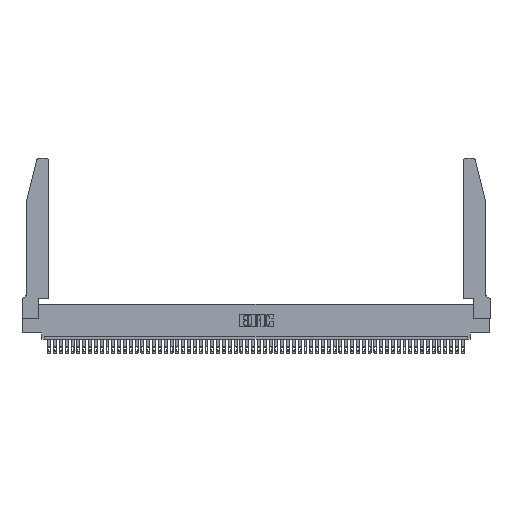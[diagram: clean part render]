
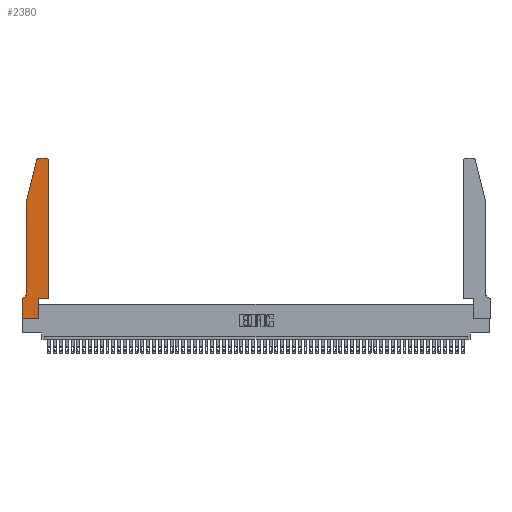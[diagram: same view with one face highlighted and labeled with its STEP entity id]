
A CAD part, top view. The second image highlights one B-rep face of the part: STEP entity #2380.
In plain terms, the highlighted planar face has unit normal (0, 0, 1).
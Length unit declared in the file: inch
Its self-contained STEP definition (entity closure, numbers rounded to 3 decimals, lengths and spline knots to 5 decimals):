
#732 = VERTEX_POINT ( 'NONE', #9948 ) ;
#1108 = ORIENTED_EDGE ( 'NONE', *, *, #43106, .T. ) ;
#1873 = CARTESIAN_POINT ( 'NONE',  ( 0.4505, 0.35, 0.37 ) ) ;
#2380 = ADVANCED_FACE ( 'NONE', ( #32110 ), #4865, .T. ) ;
#3672 = CARTESIAN_POINT ( 'NONE',  ( 0.0755, 2., 0.37 ) ) ;
#4188 = ORIENTED_EDGE ( 'NONE', *, *, #7406, .T. ) ;
#4865 = PLANE ( 'NONE',  #38157 ) ;
#5062 = CARTESIAN_POINT ( 'NONE',  ( 0.4205, 2.75, 0.37 ) ) ;
#6276 = CARTESIAN_POINT ( 'NONE',  ( 0.0055, 0.35, 0.37 ) ) ;
#6292 = VERTEX_POINT ( 'NONE', #28242 ) ;
#6348 = ORIENTED_EDGE ( 'NONE', *, *, #31415, .T. ) ;
#6418 = DIRECTION ( 'NONE',  ( 0., 1., 0. ) ) ;
#7136 = VERTEX_POINT ( 'NONE', #34463 ) ;
#7224 = LINE ( 'NONE', #48490, #21109 ) ;
#7406 = EDGE_CURVE ( 'NONE', #36895, #732, #46954, .T. ) ;
#8156 = LINE ( 'NONE', #1873, #31884 ) ;
#8801 = VERTEX_POINT ( 'NONE', #12329 ) ;
#9270 = ORIENTED_EDGE ( 'NONE', *, *, #22309, .T. ) ;
#9948 = CARTESIAN_POINT ( 'NONE',  ( 0.284, 2.75, 0.37 ) ) ;
#10264 = CARTESIAN_POINT ( 'NONE',  ( 0.0055, 0.42, 0.37 ) ) ;
#10770 = CARTESIAN_POINT ( 'NONE',  ( 0.0755, 2., 0.37 ) ) ;
#11069 = DIRECTION ( 'NONE',  ( -1., 0., 0. ) ) ;
#12329 = CARTESIAN_POINT ( 'NONE',  ( 0.4505, 2.72, 0.37 ) ) ;
#13736 = CIRCLE ( 'NONE', #30846, 0.07 ) ;
#14425 = VECTOR ( 'NONE', #11069, 39.37008 ) ;
#14550 = EDGE_LOOP ( 'NONE', ( #4188, #9270, #46955, #19075, #32782, #23781, #34380, #6348, #1108, #29627, #47371, #36399 ) ) ;
#14739 = CARTESIAN_POINT ( 'NONE',  ( 0.0755, 0.35, 0.37 ) ) ;
#15208 = EDGE_CURVE ( 'NONE', #37811, #7136, #34418, .T. ) ;
#16828 = CARTESIAN_POINT ( 'NONE',  ( 0.0755, 2., 0.37 ) ) ;
#17189 = DIRECTION ( 'NONE',  ( 0., 0., 1. ) ) ;
#17958 = EDGE_CURVE ( 'NONE', #29042, #52839, #50744, .T. ) ;
#18290 = DIRECTION ( 'NONE',  ( 0., 0., 1. ) ) ;
#18611 = DIRECTION ( 'NONE',  ( 0., 1., 0. ) ) ;
#18859 = CIRCLE ( 'NONE', #34707, 0.03 ) ;
#19075 = ORIENTED_EDGE ( 'NONE', *, *, #26782, .T. ) ;
#19415 = AXIS2_PLACEMENT_3D ( 'NONE', #26260, #18290, #47964 ) ;
#21049 = DIRECTION ( 'NONE',  ( 0., 0., 1. ) ) ;
#21109 = VECTOR ( 'NONE', #52151, 39.37008 ) ;
#21237 = DIRECTION ( 'NONE',  ( 1., 0., 0. ) ) ;
#21460 = VECTOR ( 'NONE', #35883, 39.37008 ) ;
#21785 = VECTOR ( 'NONE', #31284, 39.37008 ) ;
#22309 = EDGE_CURVE ( 'NONE', #732, #29042, #18859, .T. ) ;
#22638 = CARTESIAN_POINT ( 'NONE',  ( 0.2865, 0.35, 0.37 ) ) ;
#23477 = LINE ( 'NONE', #10770, #45528 ) ;
#23768 = DIRECTION ( 'NONE',  ( 0., -1., 0. ) ) ;
#23781 = ORIENTED_EDGE ( 'NONE', *, *, #40130, .T. ) ;
#23954 = VERTEX_POINT ( 'NONE', #48298 ) ;
#24079 = LINE ( 'NONE', #22638, #39883 ) ;
#24478 = EDGE_CURVE ( 'NONE', #7136, #8801, #8156, .T. ) ;
#25339 = DIRECTION ( 'NONE',  ( 1., 0., 0. ) ) ;
#25579 = EDGE_CURVE ( 'NONE', #39366, #6292, #42497, .T. ) ;
#26260 = CARTESIAN_POINT ( 'NONE',  ( 0.4205, 2.72, 0.37 ) ) ;
#26782 = EDGE_CURVE ( 'NONE', #52839, #23954, #23477, .T. ) ;
#28242 = CARTESIAN_POINT ( 'NONE',  ( 0., 0., 0.37 ) ) ;
#28320 = CIRCLE ( 'NONE', #19415, 0.03 ) ;
#28467 = DIRECTION ( 'NONE',  ( 0., -1., 0. ) ) ;
#28495 = DIRECTION ( 'NONE',  ( -1., 0., 0. ) ) ;
#29042 = VERTEX_POINT ( 'NONE', #32859 ) ;
#29590 = CARTESIAN_POINT ( 'NONE',  ( 0.2865, 0.35, 0.37 ) ) ;
#29627 = ORIENTED_EDGE ( 'NONE', *, *, #15208, .T. ) ;
#29847 = VECTOR ( 'NONE', #28467, 39.37008 ) ;
#30846 = AXIS2_PLACEMENT_3D ( 'NONE', #10264, #31557, #39913 ) ;
#31284 = DIRECTION ( 'NONE',  ( 1., 0., 0. ) ) ;
#31415 = EDGE_CURVE ( 'NONE', #6292, #51373, #7224, .T. ) ;
#31518 = CARTESIAN_POINT ( 'NONE',  ( 0., 0.35, 0.37 ) ) ;
#31557 = DIRECTION ( 'NONE',  ( 0., 0., -1. ) ) ;
#31884 = VECTOR ( 'NONE', #18611, 39.37008 ) ;
#32110 = FACE_OUTER_BOUND ( 'NONE', #14550, .T. ) ;
#32782 = ORIENTED_EDGE ( 'NONE', *, *, #40116, .T. ) ;
#32859 = CARTESIAN_POINT ( 'NONE',  ( 0.25487, 2.72718, 0.37 ) ) ;
#33085 = LINE ( 'NONE', #14739, #14425 ) ;
#34380 = ORIENTED_EDGE ( 'NONE', *, *, #25579, .T. ) ;
#34418 = LINE ( 'NONE', #43596, #21785 ) ;
#34463 = CARTESIAN_POINT ( 'NONE',  ( 0.4505, 0.35, 0.37 ) ) ;
#34707 = AXIS2_PLACEMENT_3D ( 'NONE', #37961, #21049, #25339 ) ;
#35883 = DIRECTION ( 'NONE',  ( -0.239, -0.971, 0. ) ) ;
#36399 = ORIENTED_EDGE ( 'NONE', *, *, #46860, .T. ) ;
#36895 = VERTEX_POINT ( 'NONE', #5062 ) ;
#37811 = VERTEX_POINT ( 'NONE', #29590 ) ;
#37961 = CARTESIAN_POINT ( 'NONE',  ( 0.284, 2.72, 0.37 ) ) ;
#38157 = AXIS2_PLACEMENT_3D ( 'NONE', #46707, #17189, #21237 ) ;
#39366 = VERTEX_POINT ( 'NONE', #31518 ) ;
#39883 = VECTOR ( 'NONE', #6418, 39.37008 ) ;
#39913 = DIRECTION ( 'NONE',  ( -1., 0., 0. ) ) ;
#40116 = EDGE_CURVE ( 'NONE', #23954, #53965, #13736, .T. ) ;
#40130 = EDGE_CURVE ( 'NONE', #53965, #39366, #33085, .T. ) ;
#41103 = CARTESIAN_POINT ( 'NONE',  ( 0.2605, 2.75, 0.37 ) ) ;
#42497 = LINE ( 'NONE', #53692, #29847 ) ;
#43106 = EDGE_CURVE ( 'NONE', #51373, #37811, #24079, .T. ) ;
#43596 = CARTESIAN_POINT ( 'NONE',  ( 0.4505, 0.35, 0.37 ) ) ;
#45528 = VECTOR ( 'NONE', #23768, 39.37008 ) ;
#46707 = CARTESIAN_POINT ( 'NONE',  ( 0., 0.35, 0.37 ) ) ;
#46860 = EDGE_CURVE ( 'NONE', #8801, #36895, #28320, .T. ) ;
#46954 = LINE ( 'NONE', #41103, #54286 ) ;
#46955 = ORIENTED_EDGE ( 'NONE', *, *, #17958, .T. ) ;
#47371 = ORIENTED_EDGE ( 'NONE', *, *, #24478, .T. ) ;
#47964 = DIRECTION ( 'NONE',  ( 1., 0., 0. ) ) ;
#48099 = CARTESIAN_POINT ( 'NONE',  ( 0.2865, 0., 0.37 ) ) ;
#48298 = CARTESIAN_POINT ( 'NONE',  ( 0.0755, 0.42, 0.37 ) ) ;
#48490 = CARTESIAN_POINT ( 'NONE',  ( 0., 0., 0.37 ) ) ;
#50744 = LINE ( 'NONE', #16828, #21460 ) ;
#51373 = VERTEX_POINT ( 'NONE', #48099 ) ;
#52151 = DIRECTION ( 'NONE',  ( 1., 0., 0. ) ) ;
#52839 = VERTEX_POINT ( 'NONE', #3672 ) ;
#53692 = CARTESIAN_POINT ( 'NONE',  ( 0., 0., 0.37 ) ) ;
#53965 = VERTEX_POINT ( 'NONE', #6276 ) ;
#54286 = VECTOR ( 'NONE', #28495, 39.37008 ) ;
